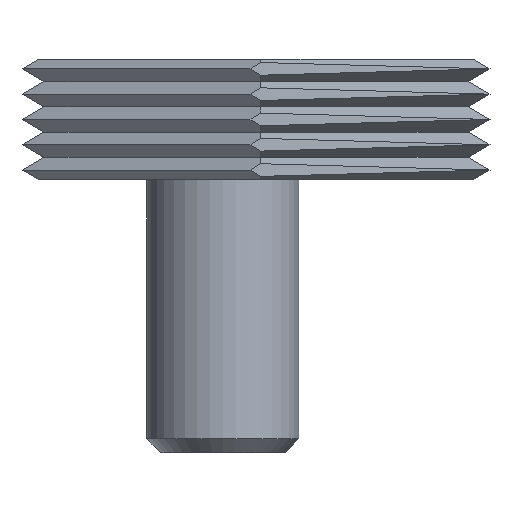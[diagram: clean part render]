
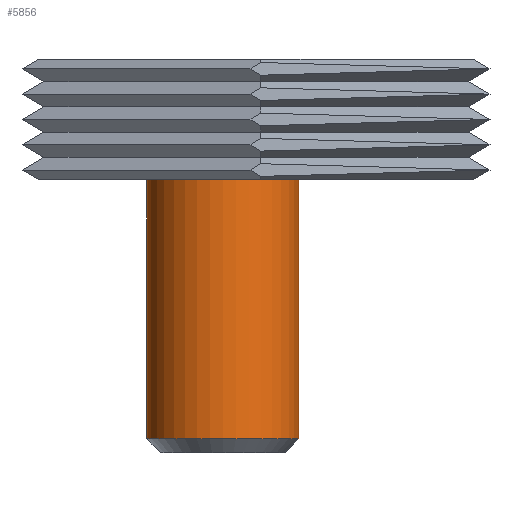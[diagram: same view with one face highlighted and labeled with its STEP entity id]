
A CAD part, left-side view. The second image highlights one B-rep face of the part: STEP entity #5856.
In plain terms, the highlighted cylindrical face has radius 6.35 mm (diameter 12.7 mm), a partial arc.
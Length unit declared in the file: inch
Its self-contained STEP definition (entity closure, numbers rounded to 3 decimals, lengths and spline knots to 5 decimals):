
#167 = CARTESIAN_POINT ( 'NONE',  ( 1.2192, 0., 0.25 ) ) ;
#183 = ORIENTED_EDGE ( 'NONE', *, *, #1349, .F. ) ;
#310 = VECTOR ( 'NONE', #7610, 39.37008 ) ;
#927 = AXIS2_PLACEMENT_3D ( 'NONE', #6209, #1931, #6938 ) ;
#1251 = CARTESIAN_POINT ( 'NONE',  ( 1.2192, 0., -0.25 ) ) ;
#1349 = EDGE_CURVE ( 'NONE', #6076, #5402, #6026, .T. ) ;
#1931 = DIRECTION ( 'NONE',  ( -1., 0., 0. ) ) ;
#2058 = LINE ( 'NONE', #4891, #5643 ) ;
#2124 = CIRCLE ( 'NONE', #927, 0.25 ) ;
#2513 = CYLINDRICAL_SURFACE ( 'NONE', #4175, 0.25 ) ;
#3281 = AXIS2_PLACEMENT_3D ( 'NONE', #3490, #8512, #4211 ) ;
#3433 = ORIENTED_EDGE ( 'NONE', *, *, #3728, .T. ) ;
#3490 = CARTESIAN_POINT ( 'NONE',  ( 0.265, 0., 0. ) ) ;
#3589 = CARTESIAN_POINT ( 'NONE',  ( 0.265, 0., 0.25 ) ) ;
#3728 = EDGE_CURVE ( 'NONE', #6076, #4115, #2124, .T. ) ;
#3832 = EDGE_LOOP ( 'NONE', ( #3433, #6378, #5935, #183 ) ) ;
#4026 = CARTESIAN_POINT ( 'NONE',  ( 0., 0., 0.25 ) ) ;
#4099 = DIRECTION ( 'NONE',  ( 0., 0., 1. ) ) ;
#4115 = VERTEX_POINT ( 'NONE', #1251 ) ;
#4175 = AXIS2_PLACEMENT_3D ( 'NONE', #9107, #8398, #4099 ) ;
#4211 = DIRECTION ( 'NONE',  ( 0., 0., 1. ) ) ;
#4511 = CARTESIAN_POINT ( 'NONE',  ( 0.265, 0., -0.25 ) ) ;
#4568 = VERTEX_POINT ( 'NONE', #4511 ) ;
#4891 = CARTESIAN_POINT ( 'NONE',  ( 0., 0., -0.25 ) ) ;
#5402 = VERTEX_POINT ( 'NONE', #3589 ) ;
#5643 = VECTOR ( 'NONE', #8498, 39.37008 ) ;
#5856 = ADVANCED_FACE ( 'NONE', ( #6756 ), #2513, .T. ) ;
#5935 = ORIENTED_EDGE ( 'NONE', *, *, #6391, .F. ) ;
#6026 = LINE ( 'NONE', #4026, #310 ) ;
#6076 = VERTEX_POINT ( 'NONE', #167 ) ;
#6209 = CARTESIAN_POINT ( 'NONE',  ( 1.2192, 0., 0. ) ) ;
#6378 = ORIENTED_EDGE ( 'NONE', *, *, #9200, .T. ) ;
#6391 = EDGE_CURVE ( 'NONE', #5402, #4568, #7657, .T. ) ;
#6756 = FACE_OUTER_BOUND ( 'NONE', #3832, .T. ) ;
#6938 = DIRECTION ( 'NONE',  ( 0., 0., 1. ) ) ;
#7610 = DIRECTION ( 'NONE',  ( -1., 0., 0. ) ) ;
#7657 = CIRCLE ( 'NONE', #3281, 0.25 ) ;
#8398 = DIRECTION ( 'NONE',  ( -1., 0., 0. ) ) ;
#8498 = DIRECTION ( 'NONE',  ( -1., 0., 0. ) ) ;
#8512 = DIRECTION ( 'NONE',  ( -1., 0., 0. ) ) ;
#9107 = CARTESIAN_POINT ( 'NONE',  ( 0., 0., 0. ) ) ;
#9200 = EDGE_CURVE ( 'NONE', #4115, #4568, #2058, .T. ) ;
